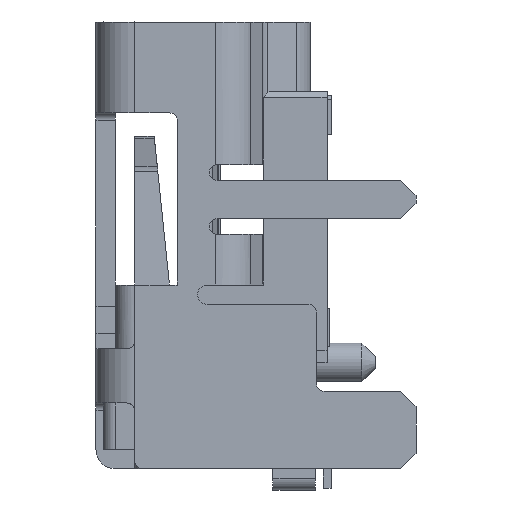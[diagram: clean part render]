
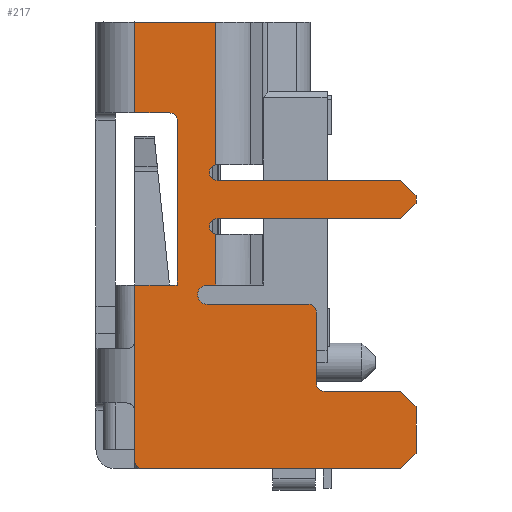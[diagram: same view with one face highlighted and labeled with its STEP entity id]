
A CAD part, left-side view. The second image highlights one B-rep face of the part: STEP entity #217.
In plain terms, the highlighted planar face has unit normal (-1, 0, 0).
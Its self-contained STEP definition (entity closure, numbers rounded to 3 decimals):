
#217=ADVANCED_FACE('',(#1051),#1052,.T.);
#1051=FACE_OUTER_BOUND('',#2358,.T.);
#1052=PLANE('',#2359);
#2358=EDGE_LOOP('',(#4966,#4967,#4968,#4969,#4970,#4971,#4972,#4973,#4974,#4975,#4976,#4977,#4978,#4979,#4980,#4981,#4982,#4983,#4984,#4985,#4986,#4987,#4988,#4989,#4990,#4991,#4992,#4993,#4994,#4995,#4996,#4997,#4998));
#2359=AXIS2_PLACEMENT_3D('',#4999,#5000,#5001);
#4966=ORIENTED_EDGE('',*,*,#9577,.F.);
#4967=ORIENTED_EDGE('',*,*,#8992,.F.);
#4968=ORIENTED_EDGE('',*,*,#9578,.F.);
#4969=ORIENTED_EDGE('',*,*,#9579,.F.);
#4970=ORIENTED_EDGE('',*,*,#9580,.T.);
#4971=ORIENTED_EDGE('',*,*,#9581,.F.);
#4972=ORIENTED_EDGE('',*,*,#8990,.F.);
#4973=ORIENTED_EDGE('',*,*,#9582,.F.);
#4974=ORIENTED_EDGE('',*,*,#9583,.T.);
#4975=ORIENTED_EDGE('',*,*,#9584,.F.);
#4976=ORIENTED_EDGE('',*,*,#9585,.T.);
#4977=ORIENTED_EDGE('',*,*,#9586,.F.);
#4978=ORIENTED_EDGE('',*,*,#9587,.F.);
#4979=ORIENTED_EDGE('',*,*,#9588,.T.);
#4980=ORIENTED_EDGE('',*,*,#9012,.F.);
#4981=ORIENTED_EDGE('',*,*,#9514,.T.);
#4982=ORIENTED_EDGE('',*,*,#9521,.T.);
#4983=ORIENTED_EDGE('',*,*,#9576,.T.);
#4984=ORIENTED_EDGE('',*,*,#9574,.T.);
#4985=ORIENTED_EDGE('',*,*,#9543,.F.);
#4986=ORIENTED_EDGE('',*,*,#9589,.F.);
#4987=ORIENTED_EDGE('',*,*,#9590,.F.);
#4988=ORIENTED_EDGE('',*,*,#9518,.T.);
#4989=ORIENTED_EDGE('',*,*,#9591,.F.);
#4990=ORIENTED_EDGE('',*,*,#9592,.T.);
#4991=ORIENTED_EDGE('',*,*,#9593,.F.);
#4992=ORIENTED_EDGE('',*,*,#9594,.T.);
#4993=ORIENTED_EDGE('',*,*,#9595,.F.);
#4994=ORIENTED_EDGE('',*,*,#9596,.T.);
#4995=ORIENTED_EDGE('',*,*,#9597,.F.);
#4996=ORIENTED_EDGE('',*,*,#9598,.T.);
#4997=ORIENTED_EDGE('',*,*,#9599,.F.);
#4998=ORIENTED_EDGE('',*,*,#9600,.T.);
#4999=CARTESIAN_POINT('',(-7.5,1.775,0.0));
#5000=DIRECTION('',(-1.0,0.0,0.0));
#5001=DIRECTION('',(0.0,0.0,1.0));
#8990=EDGE_CURVE('',#10946,#10942,#10948,.T.);
#8992=EDGE_CURVE('',#10949,#10952,#10953,.T.);
#9012=EDGE_CURVE('',#10990,#10992,#10993,.T.);
#9514=EDGE_CURVE('',#10990,#11840,#11841,.T.);
#9518=EDGE_CURVE('',#11843,#11837,#11847,.T.);
#9521=EDGE_CURVE('',#11840,#11849,#11851,.T.);
#9543=EDGE_CURVE('',#11883,#11885,#11886,.T.);
#9574=EDGE_CURVE('',#11945,#11885,#11946,.T.);
#9576=EDGE_CURVE('',#11849,#11945,#11948,.T.);
#9577=EDGE_CURVE('',#10952,#11949,#11950,.T.);
#9578=EDGE_CURVE('',#11951,#10949,#11952,.T.);
#9579=EDGE_CURVE('',#11953,#11951,#11954,.T.);
#9580=EDGE_CURVE('',#11953,#11955,#11956,.T.);
#9581=EDGE_CURVE('',#10942,#11955,#11957,.T.);
#9582=EDGE_CURVE('',#11958,#10946,#11959,.T.);
#9583=EDGE_CURVE('',#11958,#11960,#11961,.T.);
#9584=EDGE_CURVE('',#11962,#11960,#11963,.T.);
#9585=EDGE_CURVE('',#11962,#11964,#11965,.T.);
#9586=EDGE_CURVE('',#11966,#11964,#11967,.T.);
#9587=EDGE_CURVE('',#11968,#11966,#11969,.T.);
#9588=EDGE_CURVE('',#11968,#10992,#11970,.T.);
#9589=EDGE_CURVE('',#11971,#11883,#11972,.T.);
#9590=EDGE_CURVE('',#11843,#11971,#11973,.T.);
#9591=EDGE_CURVE('',#11974,#11837,#11975,.T.);
#9592=EDGE_CURVE('',#11974,#11976,#11977,.T.);
#9593=EDGE_CURVE('',#11978,#11976,#11979,.T.);
#9594=EDGE_CURVE('',#11978,#11980,#11981,.T.);
#9595=EDGE_CURVE('',#11982,#11980,#11983,.T.);
#9596=EDGE_CURVE('',#11982,#11984,#11985,.T.);
#9597=EDGE_CURVE('',#11986,#11984,#11987,.T.);
#9598=EDGE_CURVE('',#11986,#11988,#11989,.T.);
#9599=EDGE_CURVE('',#11990,#11988,#11991,.T.);
#9600=EDGE_CURVE('',#11990,#11949,#11992,.T.);
#10942=VERTEX_POINT('',#13956);
#10946=VERTEX_POINT('',#13961);
#10948=CIRCLE('',#13964,0.2);
#10949=VERTEX_POINT('',#13965);
#10952=VERTEX_POINT('',#13969);
#10953=CIRCLE('',#13970,0.25);
#10990=VERTEX_POINT('',#14016);
#10992=VERTEX_POINT('',#14018);
#10993=LINE('',#14019,#14020);
#11837=VERTEX_POINT('',#15336);
#11840=VERTEX_POINT('',#15347);
#11841=LINE('',#15348,#15349);
#11843=VERTEX_POINT('',#15351);
#11847=LINE('',#15364,#15365);
#11849=VERTEX_POINT('',#15367);
#11851=LINE('',#15370,#15371);
#11883=VERTEX_POINT('',#15426);
#11885=VERTEX_POINT('',#15429);
#11886=LINE('',#15430,#15431);
#11945=VERTEX_POINT('',#15508);
#11946=LINE('',#15509,#15510);
#11948=CIRCLE('',#15513,0.2);
#11949=VERTEX_POINT('',#15514);
#11950=LINE('',#15515,#15516);
#11951=VERTEX_POINT('',#15517);
#11952=CIRCLE('',#15518,0.25);
#11953=VERTEX_POINT('',#15519);
#11954=LINE('',#15520,#15521);
#11955=VERTEX_POINT('',#15522);
#11956=LINE('',#15523,#15524);
#11957=CIRCLE('',#15525,0.2);
#11958=VERTEX_POINT('',#15526);
#11959=LINE('',#15527,#15528);
#11960=VERTEX_POINT('',#15529);
#11961=LINE('',#15530,#15531);
#11962=VERTEX_POINT('',#15532);
#11963=LINE('',#15533,#15534);
#11964=VERTEX_POINT('',#15535);
#11965=LINE('',#15536,#15537);
#11966=VERTEX_POINT('',#15538);
#11967=LINE('',#15539,#15540);
#11968=VERTEX_POINT('',#15541);
#11969=CIRCLE('',#15542,0.2);
#11970=LINE('',#15543,#15544);
#11971=VERTEX_POINT('',#15545);
#11972=LINE('',#15546,#15547);
#11973=LINE('',#15548,#15549);
#11974=VERTEX_POINT('',#15550);
#11975=LINE('',#15551,#15552);
#11976=VERTEX_POINT('',#15553);
#11977=CIRCLE('',#15554,0.2);
#11978=VERTEX_POINT('',#15555);
#11979=LINE('',#15556,#15557);
#11980=VERTEX_POINT('',#15558);
#11981=LINE('',#15559,#15560);
#11982=VERTEX_POINT('',#15561);
#11983=LINE('',#15562,#15563);
#11984=VERTEX_POINT('',#15564);
#11985=LINE('',#15565,#15566);
#11986=VERTEX_POINT('',#15567);
#11987=LINE('',#15568,#15569);
#11988=VERTEX_POINT('',#15570);
#11989=CIRCLE('',#15571,0.2);
#11990=VERTEX_POINT('',#15572);
#11991=LINE('',#15573,#15574);
#11992=CIRCLE('',#15575,0.2);
#13956=CARTESIAN_POINT('',(-7.5,-0.155,-5.29));
#13961=CARTESIAN_POINT('',(-7.5,-0.355,-5.09));
#13964=AXIS2_PLACEMENT_3D('',#18252,#18253,#18254);
#13965=CARTESIAN_POINT('',(-7.5,0.145,-7.05));
#13969=CARTESIAN_POINT('',(-7.5,-0.105,-7.3));
#13970=AXIS2_PLACEMENT_3D('',#18256,#18257,#18258);
#14016=CARTESIAN_POINT('',(-7.5,1.775,0.0));
#14018=CARTESIAN_POINT('',(-7.5,-0.32,0.0));
#14019=CARTESIAN_POINT('',(-7.5,1.775,0.0));
#14020=VECTOR('',#18298,2.095);
#15336=CARTESIAN_POINT('',(-7.5,1.775,-10.05));
#15347=CARTESIAN_POINT('',(-7.5,1.775,-2.35));
#15348=CARTESIAN_POINT('',(-7.5,1.775,0.0));
#15349=VECTOR('',#18983,2.35);
#15351=CARTESIAN_POINT('',(-7.5,1.775,-8.25));
#15364=CARTESIAN_POINT('',(-7.5,1.775,-8.25));
#15365=VECTOR('',#18990,1.8);
#15367=CARTESIAN_POINT('',(-7.5,0.875,-2.35));
#15370=CARTESIAN_POINT('',(-7.5,1.775,-2.35));
#15371=VECTOR('',#18995,0.9);
#15426=CARTESIAN_POINT('',(-7.5,0.875,-6.8));
#15429=CARTESIAN_POINT('',(-7.5,0.675,-6.8));
#15430=CARTESIAN_POINT('',(-7.5,0.875,-6.8));
#15431=VECTOR('',#19026,0.2);
#15508=CARTESIAN_POINT('',(-7.5,0.675,-2.55));
#15509=CARTESIAN_POINT('',(-7.5,0.675,-2.55));
#15510=VECTOR('',#19081,4.25);
#15513=AXIS2_PLACEMENT_3D('',#19083,#19084,#19085);
#15514=CARTESIAN_POINT('',(-7.5,-2.725,-7.3));
#15515=CARTESIAN_POINT('',(-7.5,-0.105,-7.3));
#15516=VECTOR('',#19086,2.62);
#15517=CARTESIAN_POINT('',(-7.5,-0.105,-6.8));
#15518=AXIS2_PLACEMENT_3D('',#19087,#19088,#19089);
#15519=CARTESIAN_POINT('',(-7.5,-0.32,-6.8));
#15520=CARTESIAN_POINT('',(-7.5,-0.32,-6.8));
#15521=VECTOR('',#19090,0.215);
#15522=CARTESIAN_POINT('',(-7.5,-0.32,-5.487));
#15523=CARTESIAN_POINT('',(-7.5,-0.32,-6.8));
#15524=VECTOR('',#19091,1.313);
#15525=AXIS2_PLACEMENT_3D('',#19092,#19093,#19094);
#15526=CARTESIAN_POINT('',(-7.5,-5.1,-5.09));
#15527=CARTESIAN_POINT('',(-7.5,-5.1,-5.09));
#15528=VECTOR('',#19095,4.745);
#15529=CARTESIAN_POINT('',(-7.5,-5.5,-4.69));
#15530=CARTESIAN_POINT('',(-7.5,-5.1,-5.09));
#15531=VECTOR('',#19096,0.566);
#15532=CARTESIAN_POINT('',(-7.5,-5.5,-4.49));
#15533=CARTESIAN_POINT('',(-7.5,-5.5,-4.49));
#15534=VECTOR('',#19097,0.2);
#15535=CARTESIAN_POINT('',(-7.5,-5.1,-4.09));
#15536=CARTESIAN_POINT('',(-7.5,-5.5,-4.49));
#15537=VECTOR('',#19098,0.566);
#15538=CARTESIAN_POINT('',(-7.5,-0.355,-4.09));
#15539=CARTESIAN_POINT('',(-7.5,-0.355,-4.09));
#15540=VECTOR('',#19099,4.745);
#15541=CARTESIAN_POINT('',(-7.5,-0.32,-3.693));
#15542=AXIS2_PLACEMENT_3D('',#19100,#19101,#19102);
#15543=CARTESIAN_POINT('',(-7.5,-0.32,-3.693));
#15544=VECTOR('',#19103,3.693);
#15545=CARTESIAN_POINT('',(-7.5,1.775,-6.8));
#15546=CARTESIAN_POINT('',(-7.5,1.775,-6.8));
#15547=VECTOR('',#19104,0.9);
#15548=CARTESIAN_POINT('',(-7.5,1.775,-8.25));
#15549=VECTOR('',#19105,1.45);
#15550=CARTESIAN_POINT('',(-7.5,1.775,-11.35));
#15551=CARTESIAN_POINT('',(-7.5,1.775,-11.35));
#15552=VECTOR('',#19106,1.3);
#15553=CARTESIAN_POINT('',(-7.5,1.575,-11.55));
#15554=AXIS2_PLACEMENT_3D('',#19107,#19108,#19109);
#15555=CARTESIAN_POINT('',(-7.5,-5.1,-11.55));
#15556=CARTESIAN_POINT('',(-7.5,-5.1,-11.55));
#15557=VECTOR('',#19110,6.675);
#15558=CARTESIAN_POINT('',(-7.5,-5.5,-11.15));
#15559=CARTESIAN_POINT('',(-7.5,-5.1,-11.55));
#15560=VECTOR('',#19111,0.566);
#15561=CARTESIAN_POINT('',(-7.5,-5.5,-9.95));
#15562=CARTESIAN_POINT('',(-7.5,-5.5,-9.95));
#15563=VECTOR('',#19112,1.2);
#15564=CARTESIAN_POINT('',(-7.5,-5.1,-9.55));
#15565=CARTESIAN_POINT('',(-7.5,-5.5,-9.95));
#15566=VECTOR('',#19113,0.566);
#15567=CARTESIAN_POINT('',(-7.5,-3.125,-9.55));
#15568=CARTESIAN_POINT('',(-7.5,-3.125,-9.55));
#15569=VECTOR('',#19114,1.975);
#15570=CARTESIAN_POINT('',(-7.5,-2.925,-9.35));
#15571=AXIS2_PLACEMENT_3D('',#19115,#19116,#19117);
#15572=CARTESIAN_POINT('',(-7.5,-2.925,-7.5));
#15573=CARTESIAN_POINT('',(-7.5,-2.925,-7.5));
#15574=VECTOR('',#19118,1.85);
#15575=AXIS2_PLACEMENT_3D('',#19119,#19120,#19121);
#18252=CARTESIAN_POINT('',(-7.5,-0.355,-5.29));
#18253=DIRECTION('',(-1.0,0.0,0.0));
#18254=DIRECTION('',(0.0,0.0,1.0));
#18256=CARTESIAN_POINT('',(-7.5,-0.105,-7.05));
#18257=DIRECTION('',(-1.0,0.0,0.0));
#18258=DIRECTION('',(0.0,0.0,1.0));
#18298=DIRECTION('',(0.0,-1.0,0.0));
#18983=DIRECTION('',(0.0,0.0,-1.0));
#18990=DIRECTION('',(0.,0.,-1.0));
#18995=DIRECTION('',(0.0,-1.0,0.0));
#19026=DIRECTION('',(0.0,-1.0,0.0));
#19081=DIRECTION('',(0.0,0.0,-1.0));
#19083=CARTESIAN_POINT('',(-7.5,0.875,-2.55));
#19084=DIRECTION('',(1.0,0.0,-0.0));
#19085=DIRECTION('',(0.0,0.0,1.0));
#19086=DIRECTION('',(0.0,-1.0,0.0));
#19087=CARTESIAN_POINT('',(-7.5,-0.105,-7.05));
#19088=DIRECTION('',(-1.0,0.0,0.0));
#19089=DIRECTION('',(0.0,0.0,1.0));
#19090=DIRECTION('',(0.0,1.0,0.0));
#19091=DIRECTION('',(0.0,0.0,1.0));
#19092=CARTESIAN_POINT('',(-7.5,-0.355,-5.29));
#19093=DIRECTION('',(-1.0,0.0,0.0));
#19094=DIRECTION('',(0.0,0.0,1.0));
#19095=DIRECTION('',(0.0,1.0,0.0));
#19096=DIRECTION('',(0.0,-0.707,0.707));
#19097=DIRECTION('',(0.0,0.0,-1.0));
#19098=DIRECTION('',(0.0,0.707,0.707));
#19099=DIRECTION('',(0.0,-1.0,0.0));
#19100=CARTESIAN_POINT('',(-7.5,-0.355,-3.89));
#19101=DIRECTION('',(-1.0,0.0,0.0));
#19102=DIRECTION('',(0.0,0.174,0.985));
#19103=DIRECTION('',(0.0,0.0,1.0));
#19104=DIRECTION('',(0.0,-1.0,0.0));
#19105=DIRECTION('',(0.,0.0,1.0));
#19106=DIRECTION('',(0.,0.,1.0));
#19107=CARTESIAN_POINT('',(-7.5,1.575,-11.35));
#19108=DIRECTION('',(-1.0,0.0,0.0));
#19109=DIRECTION('',(0.0,1.0,0.0));
#19110=DIRECTION('',(0.0,1.0,0.0));
#19111=DIRECTION('',(0.0,-0.707,0.707));
#19112=DIRECTION('',(0.0,0.0,-1.0));
#19113=DIRECTION('',(0.0,0.707,0.707));
#19114=DIRECTION('',(0.0,-1.0,0.0));
#19115=CARTESIAN_POINT('',(-7.5,-3.125,-9.35));
#19116=DIRECTION('',(1.0,0.0,0.0));
#19117=DIRECTION('',(0.0,0.0,-1.0));
#19118=DIRECTION('',(0.0,0.0,-1.0));
#19119=CARTESIAN_POINT('',(-7.5,-2.725,-7.5));
#19120=DIRECTION('',(-1.0,0.0,0.0));
#19121=DIRECTION('',(0.0,-1.0,0.0));
